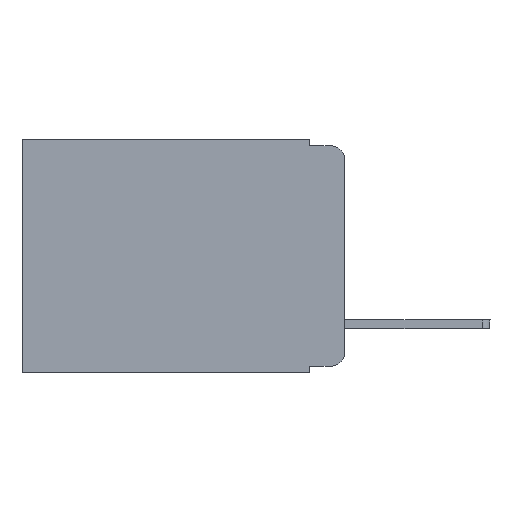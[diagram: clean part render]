
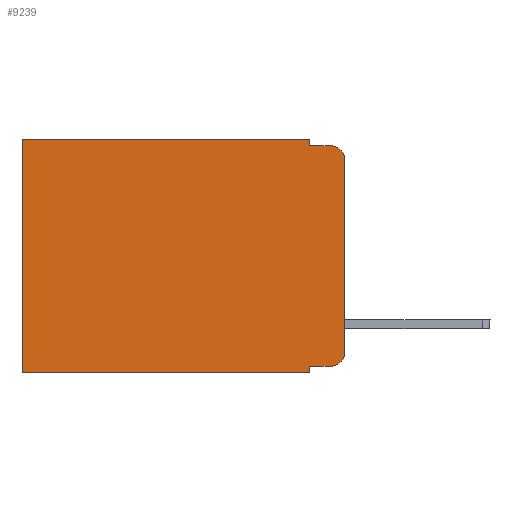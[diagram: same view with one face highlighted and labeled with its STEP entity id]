
A CAD part, left-side view. The second image highlights one B-rep face of the part: STEP entity #9239.
In plain terms, the highlighted planar face has unit normal (-1, 0, 0).
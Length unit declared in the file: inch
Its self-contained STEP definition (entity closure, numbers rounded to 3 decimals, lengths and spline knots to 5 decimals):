
#220 = CARTESIAN_POINT ( 'NONE',  ( 0.298, 0.051, -0.333 ) ) ;
#279 = DIRECTION ( 'NONE',  ( 0., 0., -1. ) ) ;
#444 = AXIS2_PLACEMENT_3D ( 'NONE', #7912, #11804, #8924 ) ;
#561 = LINE ( 'NONE', #4843, #5587 ) ;
#944 = PLANE ( 'NONE',  #444 ) ;
#1096 = CARTESIAN_POINT ( 'NONE',  ( 0.298, 0.02, -0.333 ) ) ;
#1208 = DIRECTION ( 'NONE',  ( 0., -1., 0. ) ) ;
#1219 = DIRECTION ( 'NONE',  ( 0., 0., -1. ) ) ;
#1333 = EDGE_CURVE ( 'NONE', #2820, #12153, #2320, .T. ) ;
#1586 = ORIENTED_EDGE ( 'NONE', *, *, #5232, .F. ) ;
#1812 = CARTESIAN_POINT ( 'NONE',  ( 0.298, 0.051, 0. ) ) ;
#2320 = LINE ( 'NONE', #10593, #12635 ) ;
#2590 = CARTESIAN_POINT ( 'NONE',  ( 0.298, 0.02, -0.01 ) ) ;
#2731 = AXIS2_PLACEMENT_3D ( 'NONE', #2774, #11599, #9783 ) ;
#2774 = CARTESIAN_POINT ( 'NONE',  ( 0.298, 0.02, -0.03 ) ) ;
#2820 = VERTEX_POINT ( 'NONE', #12058 ) ;
#2846 = ORIENTED_EDGE ( 'NONE', *, *, #12880, .F. ) ;
#2914 = EDGE_CURVE ( 'NONE', #2820, #5738, #11669, .T. ) ;
#2939 = DIRECTION ( 'NONE',  ( 0., 1., 0. ) ) ;
#3010 = LINE ( 'NONE', #3421, #8020 ) ;
#3073 = CARTESIAN_POINT ( 'NONE',  ( 0.298, 0., -0.313 ) ) ;
#3266 = EDGE_CURVE ( 'NONE', #9302, #11125, #561, .T. ) ;
#3421 = CARTESIAN_POINT ( 'NONE',  ( 0.298, 0., 0. ) ) ;
#3498 = ORIENTED_EDGE ( 'NONE', *, *, #10679, .T. ) ;
#3587 = EDGE_LOOP ( 'NONE', ( #1586, #8528, #9583, #9594, #11780, #3498, #6872, #2846, #9012, #11937 ) ) ;
#3878 = CARTESIAN_POINT ( 'NONE',  ( 0.298, 0.051, -0.01 ) ) ;
#3937 = CARTESIAN_POINT ( 'NONE',  ( 0.298, 0.473, 0. ) ) ;
#3967 = DIRECTION ( 'NONE',  ( -1., 0., 0. ) ) ;
#3979 = LINE ( 'NONE', #4757, #11306 ) ;
#4093 = CARTESIAN_POINT ( 'NONE',  ( 0.298, 0.02, -0.313 ) ) ;
#4489 = VERTEX_POINT ( 'NONE', #1096 ) ;
#4707 = DIRECTION ( 'NONE',  ( 0., 1., 0. ) ) ;
#4757 = CARTESIAN_POINT ( 'NONE',  ( 0.298, 0.051, -0.01 ) ) ;
#4843 = CARTESIAN_POINT ( 'NONE',  ( 0.298, 0., -0.343 ) ) ;
#5016 = VECTOR ( 'NONE', #1219, 39.37008 ) ;
#5232 = EDGE_CURVE ( 'NONE', #7451, #10740, #3010, .T. ) ;
#5442 = VECTOR ( 'NONE', #1208, 39.37008 ) ;
#5587 = VECTOR ( 'NONE', #2939, 39.37008 ) ;
#5606 = VERTEX_POINT ( 'NONE', #2590 ) ;
#5738 = VERTEX_POINT ( 'NONE', #3878 ) ;
#5874 = DIRECTION ( 'NONE',  ( 0., 0., -1. ) ) ;
#6844 = LINE ( 'NONE', #220, #5442 ) ;
#6872 = ORIENTED_EDGE ( 'NONE', *, *, #3266, .F. ) ;
#6930 = FACE_OUTER_BOUND ( 'NONE', #3587, .T. ) ;
#7451 = VERTEX_POINT ( 'NONE', #10062 ) ;
#7467 = VECTOR ( 'NONE', #8087, 39.37008 ) ;
#7912 = CARTESIAN_POINT ( 'NONE',  ( 0.298, 0., 0. ) ) ;
#7995 = CARTESIAN_POINT ( 'NONE',  ( 0.298, 0.051, 0. ) ) ;
#8020 = VECTOR ( 'NONE', #279, 39.37008 ) ;
#8087 = DIRECTION ( 'NONE',  ( 0., 0., -1. ) ) ;
#8528 = ORIENTED_EDGE ( 'NONE', *, *, #11589, .T. ) ;
#8554 = CIRCLE ( 'NONE', #2731, 0.02 ) ;
#8569 = EDGE_CURVE ( 'NONE', #5738, #5606, #3979, .T. ) ;
#8610 = CARTESIAN_POINT ( 'NONE',  ( 0.298, 0.473, 0. ) ) ;
#8614 = VERTEX_POINT ( 'NONE', #9989 ) ;
#8657 = EDGE_CURVE ( 'NONE', #4489, #10740, #10385, .T. ) ;
#8924 = DIRECTION ( 'NONE',  ( 0., 0., -1. ) ) ;
#9012 = ORIENTED_EDGE ( 'NONE', *, *, #11818, .T. ) ;
#9239 = ADVANCED_FACE ( 'NONE', ( #6930 ), #944, .F. ) ;
#9302 = VERTEX_POINT ( 'NONE', #11054 ) ;
#9583 = ORIENTED_EDGE ( 'NONE', *, *, #8569, .F. ) ;
#9594 = ORIENTED_EDGE ( 'NONE', *, *, #2914, .F. ) ;
#9691 = LINE ( 'NONE', #3937, #5016 ) ;
#9783 = DIRECTION ( 'NONE',  ( 0., 0., -1. ) ) ;
#9989 = CARTESIAN_POINT ( 'NONE',  ( 0.298, 0.051, -0.333 ) ) ;
#10060 = VECTOR ( 'NONE', #5874, 39.37008 ) ;
#10062 = CARTESIAN_POINT ( 'NONE',  ( 0.298, 0., -0.03 ) ) ;
#10178 = AXIS2_PLACEMENT_3D ( 'NONE', #4093, #3967, #11071 ) ;
#10385 = CIRCLE ( 'NONE', #10178, 0.02 ) ;
#10593 = CARTESIAN_POINT ( 'NONE',  ( 0.298, 0., 0. ) ) ;
#10679 = EDGE_CURVE ( 'NONE', #12153, #11125, #9691, .T. ) ;
#10740 = VERTEX_POINT ( 'NONE', #3073 ) ;
#10769 = DIRECTION ( 'NONE',  ( 0., -1., 0. ) ) ;
#11054 = CARTESIAN_POINT ( 'NONE',  ( 0.298, 0.051, -0.343 ) ) ;
#11071 = DIRECTION ( 'NONE',  ( 0., 0., -1. ) ) ;
#11125 = VERTEX_POINT ( 'NONE', #12813 ) ;
#11306 = VECTOR ( 'NONE', #10769, 39.37008 ) ;
#11589 = EDGE_CURVE ( 'NONE', #7451, #5606, #8554, .T. ) ;
#11599 = DIRECTION ( 'NONE',  ( -1., 0., 0. ) ) ;
#11669 = LINE ( 'NONE', #7995, #7467 ) ;
#11780 = ORIENTED_EDGE ( 'NONE', *, *, #1333, .T. ) ;
#11804 = DIRECTION ( 'NONE',  ( 1., 0., 0. ) ) ;
#11818 = EDGE_CURVE ( 'NONE', #8614, #4489, #6844, .T. ) ;
#11937 = ORIENTED_EDGE ( 'NONE', *, *, #8657, .T. ) ;
#12058 = CARTESIAN_POINT ( 'NONE',  ( 0.298, 0.051, 0. ) ) ;
#12153 = VERTEX_POINT ( 'NONE', #8610 ) ;
#12635 = VECTOR ( 'NONE', #4707, 39.37008 ) ;
#12673 = LINE ( 'NONE', #1812, #10060 ) ;
#12813 = CARTESIAN_POINT ( 'NONE',  ( 0.298, 0.473, -0.343 ) ) ;
#12880 = EDGE_CURVE ( 'NONE', #8614, #9302, #12673, .T. ) ;
